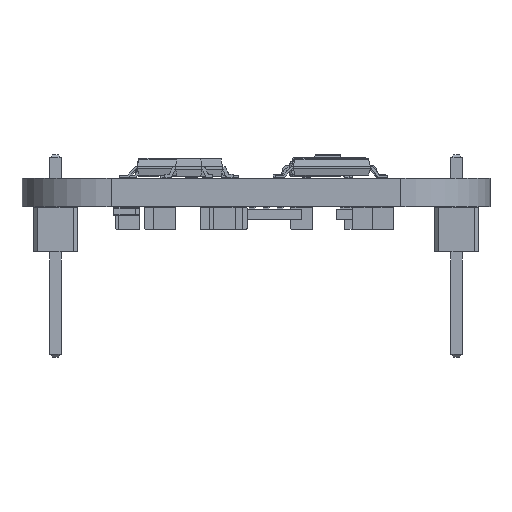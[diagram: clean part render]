
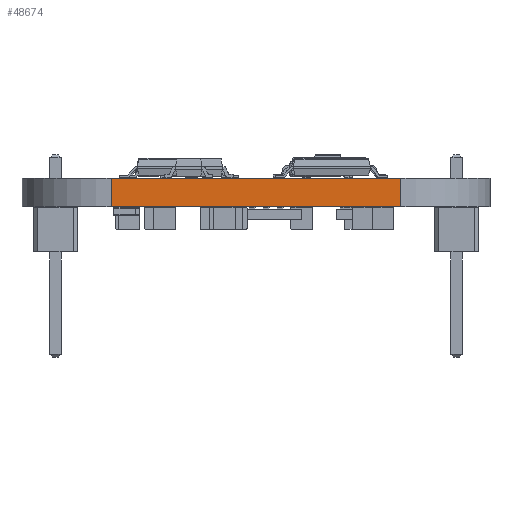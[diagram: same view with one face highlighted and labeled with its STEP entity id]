
A CAD part, front view. The second image highlights one B-rep face of the part: STEP entity #48674.
In plain terms, the highlighted planar face has unit normal (0, -1, 0).
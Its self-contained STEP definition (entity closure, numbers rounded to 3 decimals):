
#47754 = VERTEX_POINT('',#47755);
#47755 = CARTESIAN_POINT('',(19.685,-43.815,0.));
#47762 = EDGE_CURVE('',#47754,#47763,#47765,.T.);
#47763 = VERTEX_POINT('',#47764);
#47764 = CARTESIAN_POINT('',(3.175,-43.815,0.));
#47765 = LINE('',#47766,#47767);
#47766 = CARTESIAN_POINT('',(19.685,-43.815,0.));
#47767 = VECTOR('',#47768,1.);
#47768 = DIRECTION('',(-1.,0.,0.));
#48175 = VERTEX_POINT('',#48176);
#48176 = CARTESIAN_POINT('',(19.685,-43.815,1.6));
#48183 = EDGE_CURVE('',#48175,#48184,#48186,.T.);
#48184 = VERTEX_POINT('',#48185);
#48185 = CARTESIAN_POINT('',(3.175,-43.815,1.6));
#48186 = LINE('',#48187,#48188);
#48187 = CARTESIAN_POINT('',(19.685,-43.815,1.6));
#48188 = VECTOR('',#48189,1.);
#48189 = DIRECTION('',(-1.,0.,0.));
#48644 = EDGE_CURVE('',#47763,#48184,#48645,.T.);
#48645 = LINE('',#48646,#48647);
#48646 = CARTESIAN_POINT('',(3.175,-43.815,0.));
#48647 = VECTOR('',#48648,1.);
#48648 = DIRECTION('',(0.,0.,1.));
#48663 = EDGE_CURVE('',#47754,#48175,#48664,.T.);
#48664 = LINE('',#48665,#48666);
#48665 = CARTESIAN_POINT('',(19.685,-43.815,0.));
#48666 = VECTOR('',#48667,1.);
#48667 = DIRECTION('',(0.,0.,1.));
#48674 = ADVANCED_FACE('',(#48675),#48681,.T.);
#48675 = FACE_BOUND('',#48676,.T.);
#48676 = EDGE_LOOP('',(#48677,#48678,#48679,#48680));
#48677 = ORIENTED_EDGE('',*,*,#48663,.T.);
#48678 = ORIENTED_EDGE('',*,*,#48183,.T.);
#48679 = ORIENTED_EDGE('',*,*,#48644,.F.);
#48680 = ORIENTED_EDGE('',*,*,#47762,.F.);
#48681 = PLANE('',#48682);
#48682 = AXIS2_PLACEMENT_3D('',#48683,#48684,#48685);
#48683 = CARTESIAN_POINT('',(19.685,-43.815,0.));
#48684 = DIRECTION('',(0.,-1.,0.));
#48685 = DIRECTION('',(-1.,0.,0.));
